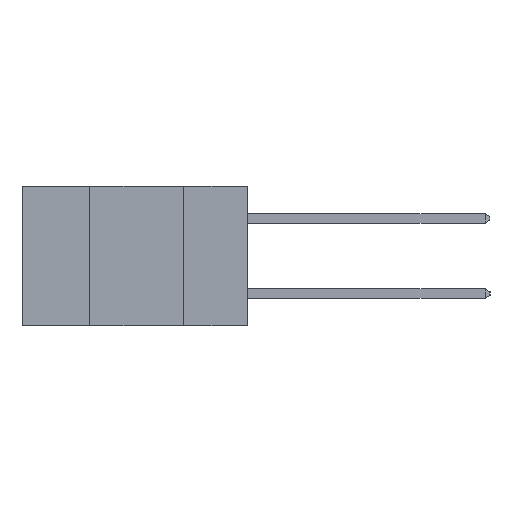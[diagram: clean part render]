
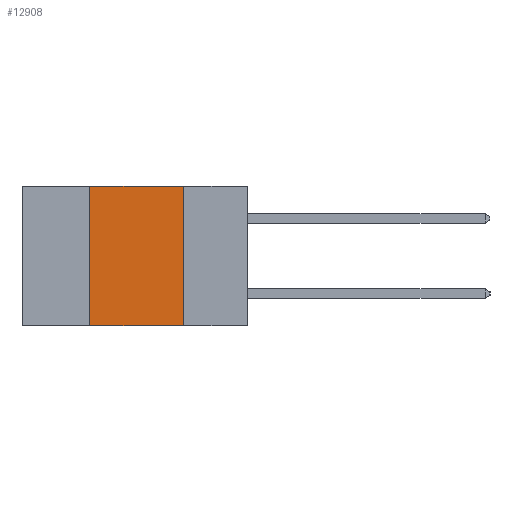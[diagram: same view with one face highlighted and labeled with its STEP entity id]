
A CAD part, left-side view. The second image highlights one B-rep face of the part: STEP entity #12908.
In plain terms, the highlighted planar face has unit normal (-1, 0, 0).
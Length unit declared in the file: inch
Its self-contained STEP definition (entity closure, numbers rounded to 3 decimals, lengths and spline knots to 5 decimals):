
#1426 = LINE ( 'NONE', #17331, #17139 ) ;
#1564 = CARTESIAN_POINT ( 'NONE',  ( 0., 0.6, 0. ) ) ;
#2325 = VERTEX_POINT ( 'NONE', #9928 ) ;
#4657 = VECTOR ( 'NONE', #15624, 39.37008 ) ;
#7161 = DIRECTION ( 'NONE',  ( 0., 0., 1. ) ) ;
#7649 = ORIENTED_EDGE ( 'NONE', *, *, #14117, .F. ) ;
#9355 = ORIENTED_EDGE ( 'NONE', *, *, #12278, .F. ) ;
#9706 = DIRECTION ( 'NONE',  ( 0., 0., -1. ) ) ;
#9928 = CARTESIAN_POINT ( 'NONE',  ( 0., 0.42, 0. ) ) ;
#10008 = DIRECTION ( 'NONE',  ( 0., -1., 0. ) ) ;
#10904 = LINE ( 'NONE', #22172, #22300 ) ;
#12148 = ORIENTED_EDGE ( 'NONE', *, *, #16363, .F. ) ;
#12278 = EDGE_CURVE ( 'NONE', #21393, #2325, #1426, .T. ) ;
#12908 = ADVANCED_FACE ( 'NONE', ( #23982 ), #17840, .F. ) ;
#13606 = CARTESIAN_POINT ( 'NONE',  ( 0., 0.17, -0.37 ) ) ;
#14117 = EDGE_CURVE ( 'NONE', #20330, #19005, #15454, .T. ) ;
#15004 = VECTOR ( 'NONE', #25902, 39.37008 ) ;
#15454 = LINE ( 'NONE', #13606, #4657 ) ;
#15616 = LINE ( 'NONE', #1564, #15004 ) ;
#15624 = DIRECTION ( 'NONE',  ( 0., 0., -1. ) ) ;
#16363 = EDGE_CURVE ( 'NONE', #2325, #20330, #15616, .T. ) ;
#17139 = VECTOR ( 'NONE', #7161, 39.37008 ) ;
#17199 = ORIENTED_EDGE ( 'NONE', *, *, #21747, .T. ) ;
#17331 = CARTESIAN_POINT ( 'NONE',  ( 0., 0.42, -0.37 ) ) ;
#17414 = AXIS2_PLACEMENT_3D ( 'NONE', #19835, #21868, #9706 ) ;
#17840 = PLANE ( 'NONE',  #17414 ) ;
#19005 = VERTEX_POINT ( 'NONE', #20017 ) ;
#19835 = CARTESIAN_POINT ( 'NONE',  ( 0., 0.6, 0. ) ) ;
#20017 = CARTESIAN_POINT ( 'NONE',  ( 0., 0.17, -0.37 ) ) ;
#20148 = EDGE_LOOP ( 'NONE', ( #7649, #12148, #9355, #17199 ) ) ;
#20330 = VERTEX_POINT ( 'NONE', #21609 ) ;
#21043 = CARTESIAN_POINT ( 'NONE',  ( 0., 0.42, -0.37 ) ) ;
#21393 = VERTEX_POINT ( 'NONE', #21043 ) ;
#21609 = CARTESIAN_POINT ( 'NONE',  ( 0., 0.17, 0. ) ) ;
#21747 = EDGE_CURVE ( 'NONE', #21393, #19005, #10904, .T. ) ;
#21868 = DIRECTION ( 'NONE',  ( 1., 0., 0. ) ) ;
#22172 = CARTESIAN_POINT ( 'NONE',  ( 0., 0.6, -0.37 ) ) ;
#22300 = VECTOR ( 'NONE', #10008, 39.37008 ) ;
#23982 = FACE_OUTER_BOUND ( 'NONE', #20148, .T. ) ;
#25902 = DIRECTION ( 'NONE',  ( 0., -1., 0. ) ) ;
